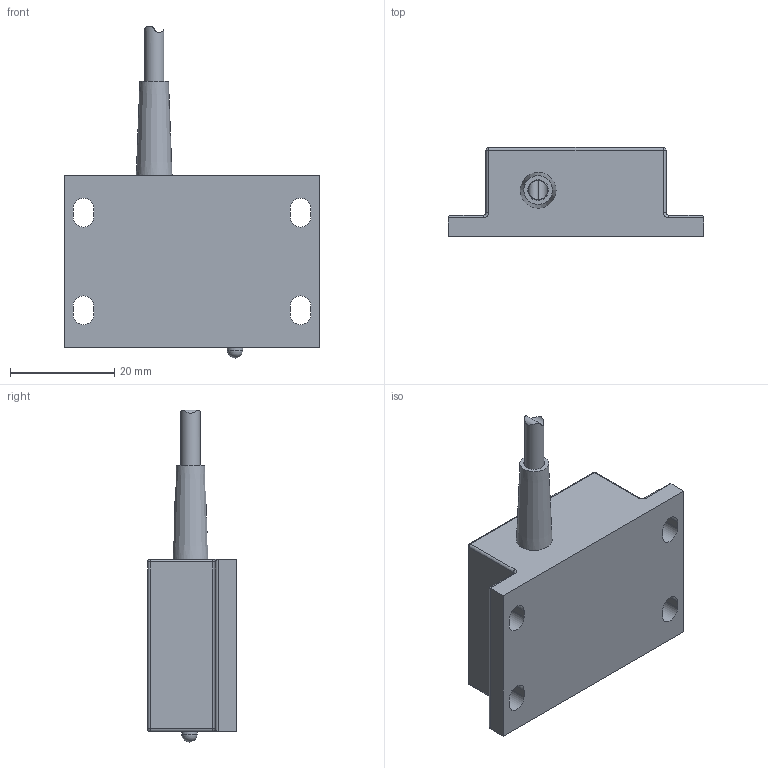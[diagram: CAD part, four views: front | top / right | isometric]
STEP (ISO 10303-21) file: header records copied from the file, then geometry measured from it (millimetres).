
FILE_DESCRIPTION(/* description */ (''),/* implementation_level */ '2;1');
FILE_NAME(/* name */ 'KA9295_Shrinkwrap_1.stp',/* time_stamp */ '2021-08-25T15:58:27+02:00',/* author */ ('Krieger Anja'),/* organization */ (''),/* preprocessor_version */ 'ST-DEVELOPER v18.1',/* originating_system */ 'Autodesk Inventor 2021',/* authorisation */ '');
FILE_SCHEMA (('AUTOMOTIVE_DESIGN { 1 0 10303 214 3 1 1 }'));
Length unit declared in the file: millimetre
Products named in the file (1): KA9295_Shrinkwrap_1
Bounding box: 49 x 17 x 63.62 mm (x, y, z)
Volume: 21422.8 mm3; surface area: 6797.8 mm2
Topology: 2 solids, 2 shells, 68 faces, 157 edges, 97 vertices
Faces by surface type: cylinder 31, plane 27, sphere 5, torus 4, cone 1
Full cylindrical faces by diameter (mm): 3 x2, 3.7 x1, 4 x1, 5.5 x1
Entity records: 2146 total; most frequent: CARTESIAN_POINT 390, DIRECTION 355, ORIENTED_EDGE 312, EDGE_CURVE 156, AXIS2_PLACEMENT_3D 134, VERTEX_POINT 97, LINE 87, VECTOR 87
